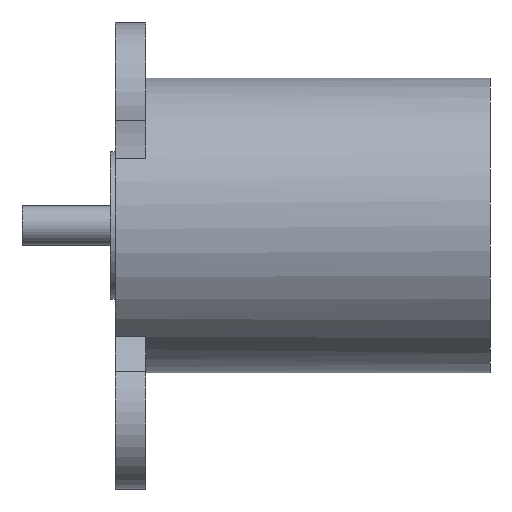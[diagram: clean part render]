
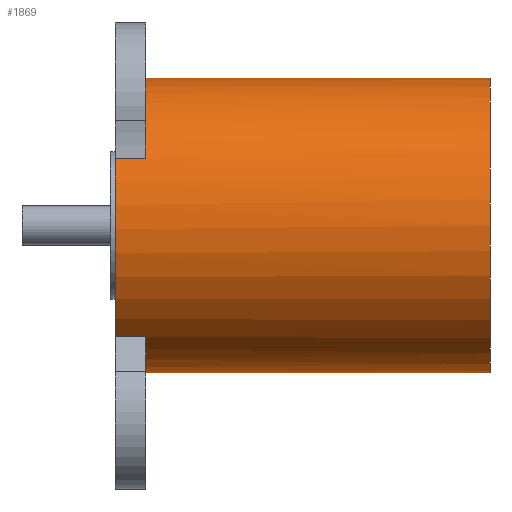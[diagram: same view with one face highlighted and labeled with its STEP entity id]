
A CAD part, front view. The second image highlights one B-rep face of the part: STEP entity #1869.
In plain terms, the highlighted cylindrical face has radius 3 mm (diameter 6 mm), a partial arc.
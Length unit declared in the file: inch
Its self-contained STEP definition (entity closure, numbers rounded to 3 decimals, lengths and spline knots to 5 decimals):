
#18 = DIRECTION ( 'NONE',  ( 0., 0., -1. ) ) ;
#66 = FACE_OUTER_BOUND ( 'NONE', #2608, .T. ) ;
#68 = CARTESIAN_POINT ( 'NONE',  ( -0.1378, -0.07776, -0.0889 ) ) ;
#79 = EDGE_CURVE ( 'NONE', #934, #3162, #657, .T. ) ;
#98 = ORIENTED_EDGE ( 'NONE', *, *, #282, .T. ) ;
#127 = ORIENTED_EDGE ( 'NONE', *, *, #1912, .F. ) ;
#137 = CARTESIAN_POINT ( 'NONE',  ( -0.1622, 0., 0. ) ) ;
#248 = AXIS2_PLACEMENT_3D ( 'NONE', #479, #2054, #1786 ) ;
#254 = AXIS2_PLACEMENT_3D ( 'NONE', #2101, #3252, #18 ) ;
#282 = EDGE_CURVE ( 'NONE', #669, #750, #3197, .T. ) ;
#352 = CARTESIAN_POINT ( 'NONE',  ( -0.1622, -0.10524, 0.05362 ) ) ;
#367 = VECTOR ( 'NONE', #1103, 39.37008 ) ;
#404 = CARTESIAN_POINT ( 'NONE',  ( -0.1378, 0., 0. ) ) ;
#433 = DIRECTION ( 'NONE',  ( 0., 0., 1. ) ) ;
#479 = CARTESIAN_POINT ( 'NONE',  ( -0.1378, 0., 0. ) ) ;
#596 = CARTESIAN_POINT ( 'NONE',  ( -0.1622, -0.10524, 0.05362 ) ) ;
#629 = LINE ( 'NONE', #596, #1113 ) ;
#657 = LINE ( 'NONE', #845, #1452 ) ;
#669 = VERTEX_POINT ( 'NONE', #1215 ) ;
#716 = CARTESIAN_POINT ( 'NONE',  ( 0.1378, 0., -0.11811 ) ) ;
#728 = DIRECTION ( 'NONE',  ( 1., 0., 0. ) ) ;
#739 = EDGE_CURVE ( 'NONE', #669, #934, #3169, .T. ) ;
#750 = VERTEX_POINT ( 'NONE', #2982 ) ;
#845 = CARTESIAN_POINT ( 'NONE',  ( 0.1378, 0., -0.11811 ) ) ;
#858 = VERTEX_POINT ( 'NONE', #68 ) ;
#898 = DIRECTION ( 'NONE',  ( 1., 0., 0. ) ) ;
#906 = DIRECTION ( 'NONE',  ( -1., 0., 0. ) ) ;
#910 = DIRECTION ( 'NONE',  ( 1., 0., 0. ) ) ;
#934 = VERTEX_POINT ( 'NONE', #716 ) ;
#961 = ORIENTED_EDGE ( 'NONE', *, *, #3136, .F. ) ;
#963 = CARTESIAN_POINT ( 'NONE',  ( -0.1378, 0., 0. ) ) ;
#1033 = VERTEX_POINT ( 'NONE', #2870 ) ;
#1103 = DIRECTION ( 'NONE',  ( -1., 0., 0. ) ) ;
#1113 = VECTOR ( 'NONE', #3052, 39.37008 ) ;
#1124 = CIRCLE ( 'NONE', #2654, 0.11811 ) ;
#1215 = CARTESIAN_POINT ( 'NONE',  ( 0.1378, 0., 0.11811 ) ) ;
#1357 = CARTESIAN_POINT ( 'NONE',  ( 0.1378, 0., 0.11811 ) ) ;
#1452 = VECTOR ( 'NONE', #906, 39.37008 ) ;
#1466 = ORIENTED_EDGE ( 'NONE', *, *, #3031, .T. ) ;
#1541 = AXIS2_PLACEMENT_3D ( 'NONE', #3328, #910, #1972 ) ;
#1585 = EDGE_CURVE ( 'NONE', #1758, #858, #2041, .T. ) ;
#1664 = AXIS2_PLACEMENT_3D ( 'NONE', #2829, #2231, #433 ) ;
#1731 = CIRCLE ( 'NONE', #2589, 0.11811 ) ;
#1746 = ORIENTED_EDGE ( 'NONE', *, *, #79, .F. ) ;
#1758 = VERTEX_POINT ( 'NONE', #2762 ) ;
#1763 = CIRCLE ( 'NONE', #1541, 0.11811 ) ;
#1786 = DIRECTION ( 'NONE',  ( 0., 0., -1. ) ) ;
#1869 = ADVANCED_FACE ( 'NONE', ( #66 ), #2179, .T. ) ;
#1912 = EDGE_CURVE ( 'NONE', #1758, #3134, #3148, .T. ) ;
#1957 = ORIENTED_EDGE ( 'NONE', *, *, #1585, .T. ) ;
#1972 = DIRECTION ( 'NONE',  ( 0., 0., -1. ) ) ;
#2008 = CIRCLE ( 'NONE', #248, 0.11811 ) ;
#2036 = DIRECTION ( 'NONE',  ( 0., 0., -1. ) ) ;
#2041 = LINE ( 'NONE', #3282, #2205 ) ;
#2054 = DIRECTION ( 'NONE',  ( 1., 0., 0. ) ) ;
#2062 = ORIENTED_EDGE ( 'NONE', *, *, #2974, .T. ) ;
#2101 = CARTESIAN_POINT ( 'NONE',  ( 0.1378, 0., 0. ) ) ;
#2122 = AXIS2_PLACEMENT_3D ( 'NONE', #137, #2501, #2791 ) ;
#2138 = DIRECTION ( 'NONE',  ( 0., 0., -1. ) ) ;
#2179 = CYLINDRICAL_SURFACE ( 'NONE', #1664, 0.11811 ) ;
#2205 = VECTOR ( 'NONE', #898, 39.37008 ) ;
#2231 = DIRECTION ( 'NONE',  ( -1., 0., 0. ) ) ;
#2501 = DIRECTION ( 'NONE',  ( -1., 0., 0. ) ) ;
#2528 = ORIENTED_EDGE ( 'NONE', *, *, #3369, .T. ) ;
#2561 = ORIENTED_EDGE ( 'NONE', *, *, #739, .F. ) ;
#2589 = AXIS2_PLACEMENT_3D ( 'NONE', #963, #728, #2036 ) ;
#2608 = EDGE_LOOP ( 'NONE', ( #1746, #2561, #98, #1466, #2528, #2062, #961, #127, #1957, #2951 ) ) ;
#2613 = CARTESIAN_POINT ( 'NONE',  ( -0.1378, -0.06576, 0.09811 ) ) ;
#2654 = AXIS2_PLACEMENT_3D ( 'NONE', #404, #2914, #2138 ) ;
#2762 = CARTESIAN_POINT ( 'NONE',  ( -0.1622, -0.07776, -0.0889 ) ) ;
#2791 = DIRECTION ( 'NONE',  ( 0., 0., -1. ) ) ;
#2829 = CARTESIAN_POINT ( 'NONE',  ( 0.1378, 0., 0. ) ) ;
#2848 = VERTEX_POINT ( 'NONE', #2613 ) ;
#2870 = CARTESIAN_POINT ( 'NONE',  ( -0.1378, -0.10524, 0.05362 ) ) ;
#2914 = DIRECTION ( 'NONE',  ( 1., 0., 0. ) ) ;
#2951 = ORIENTED_EDGE ( 'NONE', *, *, #2988, .T. ) ;
#2974 = EDGE_CURVE ( 'NONE', #2848, #1033, #1731, .T. ) ;
#2982 = CARTESIAN_POINT ( 'NONE',  ( -0.1378, 0., 0.11811 ) ) ;
#2988 = EDGE_CURVE ( 'NONE', #858, #3162, #2008, .T. ) ;
#3031 = EDGE_CURVE ( 'NONE', #750, #3273, #1124, .T. ) ;
#3052 = DIRECTION ( 'NONE',  ( 1., 0., 0. ) ) ;
#3134 = VERTEX_POINT ( 'NONE', #352 ) ;
#3136 = EDGE_CURVE ( 'NONE', #3134, #1033, #629, .T. ) ;
#3137 = CARTESIAN_POINT ( 'NONE',  ( -0.1378, -0.02368, 0.11571 ) ) ;
#3148 = CIRCLE ( 'NONE', #2122, 0.11811 ) ;
#3162 = VERTEX_POINT ( 'NONE', #3245 ) ;
#3169 = CIRCLE ( 'NONE', #254, 0.11811 ) ;
#3197 = LINE ( 'NONE', #1357, #367 ) ;
#3245 = CARTESIAN_POINT ( 'NONE',  ( -0.1378, 0., -0.11811 ) ) ;
#3252 = DIRECTION ( 'NONE',  ( 1., 0., 0. ) ) ;
#3273 = VERTEX_POINT ( 'NONE', #3137 ) ;
#3282 = CARTESIAN_POINT ( 'NONE',  ( -0.1622, -0.07776, -0.0889 ) ) ;
#3328 = CARTESIAN_POINT ( 'NONE',  ( -0.1378, 0., 0. ) ) ;
#3369 = EDGE_CURVE ( 'NONE', #3273, #2848, #1763, .T. ) ;
